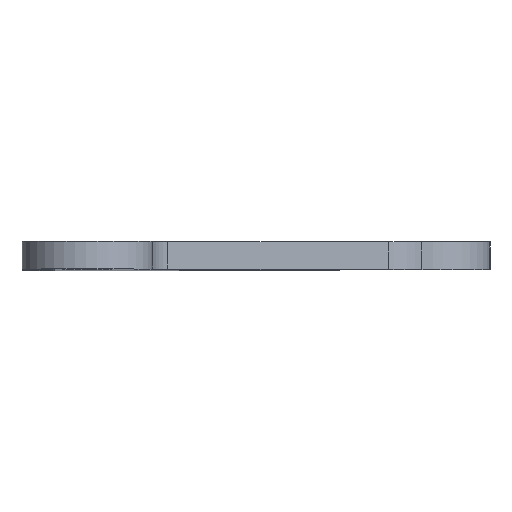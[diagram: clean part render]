
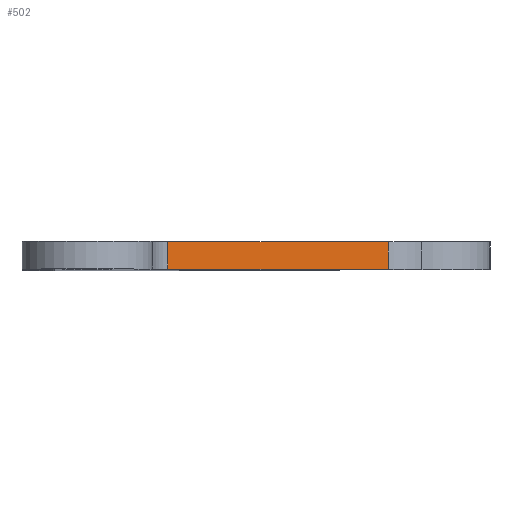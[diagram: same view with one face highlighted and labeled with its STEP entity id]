
A CAD part, top view. The second image highlights one B-rep face of the part: STEP entity #502.
In plain terms, the highlighted planar face has unit normal (0.675, 0, 0.738).
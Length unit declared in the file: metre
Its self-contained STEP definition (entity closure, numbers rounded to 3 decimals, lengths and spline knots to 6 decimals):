
#35 = DIRECTION ( 'NONE',  ( 0.675, 0., 0.738 ) ) ;
#48 = DIRECTION ( 'NONE',  ( 0., 1., 0. ) ) ;
#71 = CARTESIAN_POINT ( 'NONE',  ( 0.018435, 0.0017, -0.014143 ) ) ;
#81 = ORIENTED_EDGE ( 'NONE', *, *, #226, .F. ) ;
#124 = DIRECTION ( 'NONE',  ( 0., 1., 0. ) ) ;
#164 = FACE_OUTER_BOUND ( 'NONE', #501, .T. ) ;
#177 = CARTESIAN_POINT ( 'NONE',  ( 0.00493, 0.00085, -0.001797 ) ) ;
#190 = EDGE_CURVE ( 'NONE', #744, #454, #446, .T. ) ;
#226 = EDGE_CURVE ( 'NONE', #627, #454, #504, .T. ) ;
#240 = LINE ( 'NONE', #177, #748 ) ;
#254 = VERTEX_POINT ( 'NONE', #838 ) ;
#256 = EDGE_CURVE ( 'NONE', #254, #744, #515, .T. ) ;
#262 = DIRECTION ( 'NONE',  ( 0.738, 0., -0.675 ) ) ;
#290 = VECTOR ( 'NONE', #262, 1. ) ;
#299 = EDGE_CURVE ( 'NONE', #254, #627, #240, .T. ) ;
#352 = ORIENTED_EDGE ( 'NONE', *, *, #190, .T. ) ;
#435 = CARTESIAN_POINT ( 'NONE',  ( 0.00493, 0.0017, -0.001797 ) ) ;
#446 = LINE ( 'NONE', #450, #679 ) ;
#450 = CARTESIAN_POINT ( 'NONE',  ( 0.018435, 0., -0.014143 ) ) ;
#454 = VERTEX_POINT ( 'NONE', #71 ) ;
#468 = VECTOR ( 'NONE', #770, 1. ) ;
#473 = ORIENTED_EDGE ( 'NONE', *, *, #299, .F. ) ;
#486 = DIRECTION ( 'NONE',  ( 0., -1., 0. ) ) ;
#501 = EDGE_LOOP ( 'NONE', ( #809, #352, #81, #473 ) ) ;
#502 = ADVANCED_FACE ( 'NONE', ( #164 ), #565, .T. ) ;
#504 = LINE ( 'NONE', #705, #468 ) ;
#515 = LINE ( 'NONE', #576, #290 ) ;
#549 = AXIS2_PLACEMENT_3D ( 'NONE', #808, #35, #486 ) ;
#565 = PLANE ( 'NONE',  #549 ) ;
#576 = CARTESIAN_POINT ( 'NONE',  ( 0.00493, 0., -0.001797 ) ) ;
#627 = VERTEX_POINT ( 'NONE', #435 ) ;
#628 = CARTESIAN_POINT ( 'NONE',  ( 0.018435, 0., -0.014143 ) ) ;
#679 = VECTOR ( 'NONE', #124, 1. ) ;
#705 = CARTESIAN_POINT ( 'NONE',  ( 0.00493, 0.0017, -0.001797 ) ) ;
#744 = VERTEX_POINT ( 'NONE', #628 ) ;
#748 = VECTOR ( 'NONE', #48, 1. ) ;
#770 = DIRECTION ( 'NONE',  ( 0.738, 0., -0.675 ) ) ;
#808 = CARTESIAN_POINT ( 'NONE',  ( 0.00493, 0., -0.001797 ) ) ;
#809 = ORIENTED_EDGE ( 'NONE', *, *, #256, .T. ) ;
#838 = CARTESIAN_POINT ( 'NONE',  ( 0.00493, 0., -0.001797 ) ) ;
